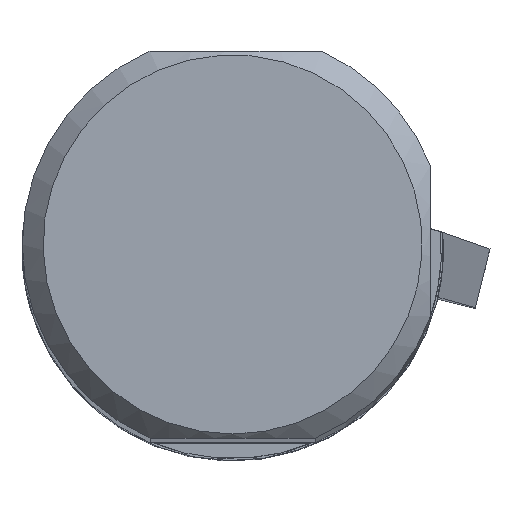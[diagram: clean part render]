
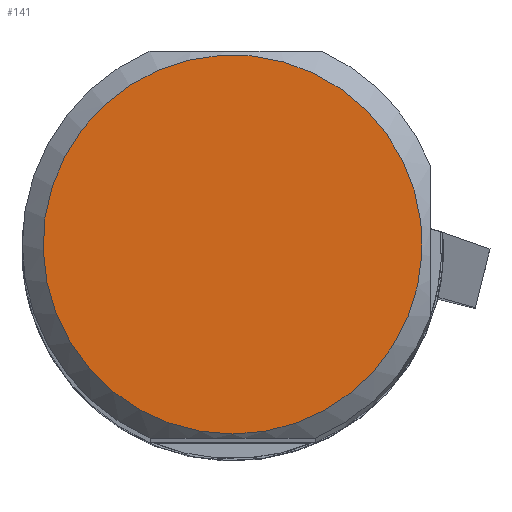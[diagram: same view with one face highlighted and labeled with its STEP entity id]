
A CAD part, top view. The second image highlights one B-rep face of the part: STEP entity #141.
In plain terms, the highlighted planar face has unit normal (0, 0, 1).
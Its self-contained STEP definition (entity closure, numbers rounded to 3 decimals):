
#101=CIRCLE('',#876,14.3);
#141=ADVANCED_FACE('',(#212),#174,.F.);
#174=PLANE('',#877);
#212=FACE_OUTER_BOUND('',#253,.T.);
#253=EDGE_LOOP('',(#437));
#437=ORIENTED_EDGE('',*,*,#633,.T.);
#533=VERTEX_POINT('',#1306);
#633=EDGE_CURVE('',#533,#533,#101,.T.);
#876=AXIS2_PLACEMENT_3D('',#1305,#1082,#1083);
#877=AXIS2_PLACEMENT_3D('',#1307,#1084,#1085);
#1082=DIRECTION('',(0.,0.,1.));
#1083=DIRECTION('',(0.,-1.,0.));
#1084=DIRECTION('',(0.,0.,-1.));
#1085=DIRECTION('',(0.,1.,0.));
#1305=CARTESIAN_POINT('',(0.,0.,189.925));
#1306=CARTESIAN_POINT('',(0.,-14.3,189.925));
#1307=CARTESIAN_POINT('',(0.,0.,189.925));
